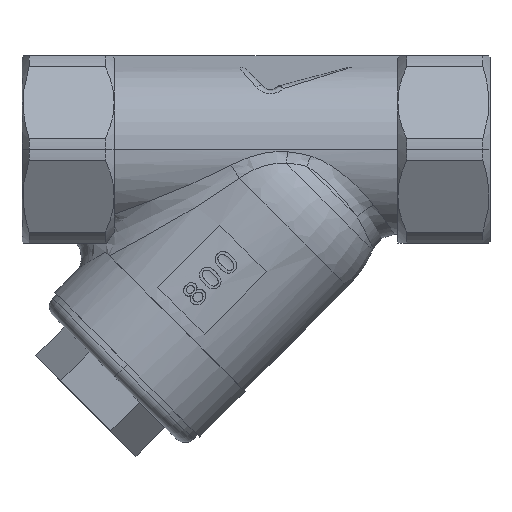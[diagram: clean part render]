
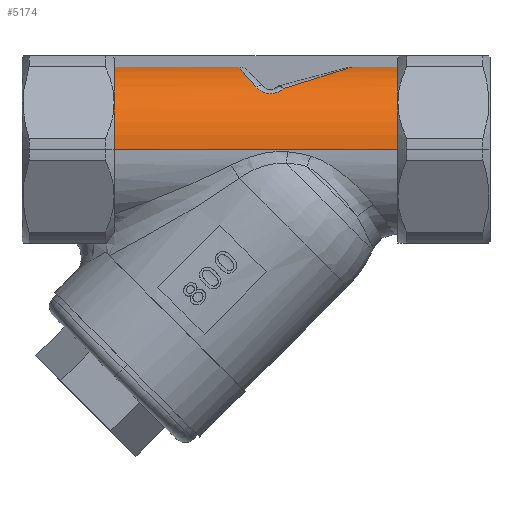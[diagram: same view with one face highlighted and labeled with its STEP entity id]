
A CAD part, top view. The second image highlights one B-rep face of the part: STEP entity #5174.
In plain terms, the highlighted cylindrical face has radius 14.5 mm (diameter 29 mm), a partial arc.
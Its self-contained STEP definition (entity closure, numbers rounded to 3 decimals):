
#494=B_SPLINE_CURVE_WITH_KNOTS('',3,(#17272,#17273,#17274,#17275,#17276,
#17277,#17278,#17279,#17280),.UNSPECIFIED.,.F.,.F.,(4,1,1,1,1,1,4),(0.,
0.25,0.375,0.5,0.625,0.75,1.),.UNSPECIFIED.);
#499=B_SPLINE_CURVE_WITH_KNOTS('',3,(#17398,#17399,#17400,#17401,#17402,
#17403,#17404,#17405,#17406,#17407,#17408,#17409,#17410),.UNSPECIFIED.,
 .F.,.F.,(4,1,1,1,1,1,1,1,1,1,4),(0.,0.125,0.25,0.375,0.5,0.625,0.688,
0.75,0.813,0.875,1.),.UNSPECIFIED.);
#501=B_SPLINE_CURVE_WITH_KNOTS('',3,(#17435,#17436,#17437,#17438,#17439,
#17440,#17441),.UNSPECIFIED.,.F.,.F.,(4,1,1,1,4),(0.,0.25,0.5,0.75,1.),
 .UNSPECIFIED.);
#807=CIRCLE('',#5507,14.5);
#813=CIRCLE('',#5514,14.5);
#2231=ORIENTED_EDGE('',*,*,#3117,.T.);
#2232=ORIENTED_EDGE('',*,*,#3183,.T.);
#2233=ORIENTED_EDGE('',*,*,#3110,.F.);
#2234=ORIENTED_EDGE('',*,*,#2988,.T.);
#2235=ORIENTED_EDGE('',*,*,#2924,.T.);
#2236=ORIENTED_EDGE('',*,*,#2932,.T.);
#2237=ORIENTED_EDGE('',*,*,#2934,.T.);
#2238=ORIENTED_EDGE('',*,*,#2983,.T.);
#2924=EDGE_CURVE('',#3568,#3570,#494,.T.);
#2932=EDGE_CURVE('',#3570,#3575,#499,.T.);
#2934=EDGE_CURVE('',#3575,#3576,#501,.T.);
#2983=EDGE_CURVE('',#3576,#3616,#3863,.T.);
#2988=EDGE_CURVE('',#3620,#3568,#3866,.T.);
#3110=EDGE_CURVE('',#3620,#3700,#807,.T.);
#3117=EDGE_CURVE('',#3616,#3703,#813,.T.);
#3183=EDGE_CURVE('',#3703,#3700,#3923,.T.);
#3568=VERTEX_POINT('',#17252);
#3570=VERTEX_POINT('',#17271);
#3575=VERTEX_POINT('',#17397);
#3576=VERTEX_POINT('',#17433);
#3616=VERTEX_POINT('',#18053);
#3620=VERTEX_POINT('',#18063);
#3700=VERTEX_POINT('',#18602);
#3703=VERTEX_POINT('',#18616);
#3863=LINE('',#18054,#4056);
#3866=LINE('',#18062,#4059);
#3923=LINE('',#19268,#4116);
#4056=VECTOR('',#6087,1000.);
#4059=VECTOR('',#6094,1000.);
#4116=VECTOR('',#6453,1000.);
#4438=EDGE_LOOP('',(#2231,#2232,#2233,#2234,#2235,#2236,#2237,#2238));
#4781=FACE_BOUND('',#4438,.T.);
#4891=CYLINDRICAL_SURFACE('',#5568,14.5);
#5174=ADVANCED_FACE('',(#4781),#4891,.T.);
#5507=AXIS2_PLACEMENT_3D('',#18601,#6304,#6305);
#5514=AXIS2_PLACEMENT_3D('',#18617,#6318,#6319);
#5568=AXIS2_PLACEMENT_3D('',#19269,#6454,#6455);
#6087=DIRECTION('',(-1.,0.,0.));
#6094=DIRECTION('',(-1.,0.,0.));
#6304=DIRECTION('',(1.,0.,0.));
#6305=DIRECTION('',(0.,0.,-1.));
#6318=DIRECTION('',(1.,0.,0.));
#6319=DIRECTION('',(0.,0.,-1.));
#6453=DIRECTION('',(1.,0.,0.));
#6454=DIRECTION('',(1.,0.,0.));
#6455=DIRECTION('',(0.,0.,-1.));
#17252=CARTESIAN_POINT('',(56.703,14.071,3.5));
#17271=CARTESIAN_POINT('',(44.892,10.4,10.104));
#17272=CARTESIAN_POINT('',(56.703,14.071,3.5));
#17273=CARTESIAN_POINT('',(56.217,13.92,4.107));
#17274=CARTESIAN_POINT('',(55.287,13.631,5.014));
#17275=CARTESIAN_POINT('',(53.665,13.127,6.185));
#17276=CARTESIAN_POINT('',(52.217,12.677,7.061));
#17277=CARTESIAN_POINT('',(50.703,12.206,7.845));
#17278=CARTESIAN_POINT('',(48.384,11.486,8.891));
#17279=CARTESIAN_POINT('',(46.367,10.858,9.632));
#17280=CARTESIAN_POINT('',(44.892,10.4,10.104));
#17397=CARTESIAN_POINT('',(40.224,10.693,9.793));
#17398=CARTESIAN_POINT('',(44.892,10.4,10.104));
#17399=CARTESIAN_POINT('',(44.736,10.254,10.254));
#17400=CARTESIAN_POINT('',(44.397,9.991,10.512));
#17401=CARTESIAN_POINT('',(43.851,9.706,10.774));
#17402=CARTESIAN_POINT('',(43.145,9.505,10.95));
#17403=CARTESIAN_POINT('',(42.434,9.49,10.963));
#17404=CARTESIAN_POINT('',(41.871,9.604,10.864));
#17405=CARTESIAN_POINT('',(41.451,9.763,10.721));
#17406=CARTESIAN_POINT('',(41.129,9.93,10.567));
#17407=CARTESIAN_POINT('',(40.888,10.085,10.419));
#17408=CARTESIAN_POINT('',(40.566,10.331,10.177));
#17409=CARTESIAN_POINT('',(40.355,10.542,9.959));
#17410=CARTESIAN_POINT('',(40.224,10.693,9.793));
#17433=CARTESIAN_POINT('',(37.312,14.071,3.5));
#17435=CARTESIAN_POINT('',(40.224,10.693,9.793));
#17436=CARTESIAN_POINT('',(39.864,11.111,9.336));
#17437=CARTESIAN_POINT('',(39.201,11.88,8.376));
#17438=CARTESIAN_POINT('',(38.408,12.8,6.89));
#17439=CARTESIAN_POINT('',(37.742,13.573,5.209));
#17440=CARTESIAN_POINT('',(37.435,13.928,4.074));
#17441=CARTESIAN_POINT('',(37.312,14.071,3.5));
#18053=CARTESIAN_POINT('',(16.,14.071,3.5));
#18054=CARTESIAN_POINT('',(84.525,14.071,3.5));
#18062=CARTESIAN_POINT('',(84.525,14.071,3.5));
#18063=CARTESIAN_POINT('',(64.5,14.071,3.5));
#18601=CARTESIAN_POINT('',(64.5,0.,0.));
#18602=CARTESIAN_POINT('',(64.5,0.,14.5));
#18616=CARTESIAN_POINT('',(16.,0.,14.5));
#18617=CARTESIAN_POINT('',(16.,0.,0.));
#19268=CARTESIAN_POINT('',(84.525,0.,14.5));
#19269=CARTESIAN_POINT('',(84.525,0.,0.));
